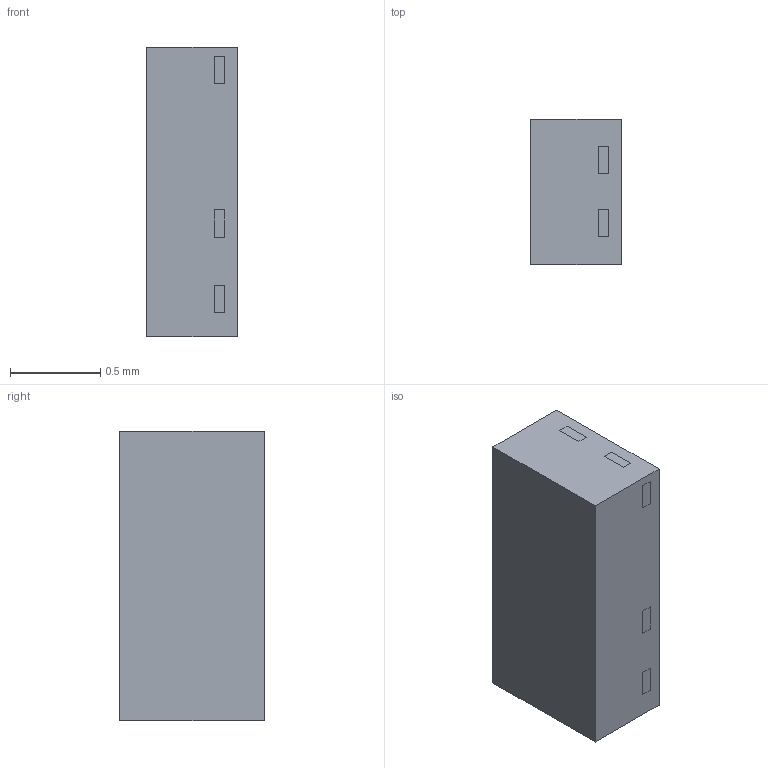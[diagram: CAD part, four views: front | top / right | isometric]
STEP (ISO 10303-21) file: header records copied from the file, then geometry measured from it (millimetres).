
FILE_DESCRIPTION(/* description */ ('Unknown'),/* implementation_level */ '2;1');
FILE_NAME(/* name */ 'DFN1608C-2 STP',/* time_stamp */ '2020-09-16T11:37:50+08:00',/* author */ ('Unknown'),/* organization */ ('Unknown'),/* preprocessor_version */ 'ST-DEVELOPER v16.7',/* originating_system */ 'DEX',/* authorisation */ $);
FILE_SCHEMA (('AUTOMOTIVE_DESIGN {1 0 10303 214 3 1 1}'));
Length unit declared in the file: millimetre
Products named in the file (3): DFN1608C-2; EMC; LDF
Assembly tree (2 placements, depth 2):
  DFN1608C-2
    EMC
    LDF
Bounding box: 0.5 x 0.8 x 1.6 mm (x, y, z)
Volume: 0.6 mm3; surface area: 9.1 mm2
Topology: 3 solids, 3 shells, 100 faces, 300 edges, 200 vertices
Faces by surface type: plane 68, cylinder 32
Entity records: 3847 total; most frequent: CARTESIAN_POINT 603, ORIENTED_EDGE 600, DIRECTION 570, EDGE_CURVE 300, LINE 236, VECTOR 236, VERTEX_POINT 200, AXIS2_PLACEMENT_3D 167
